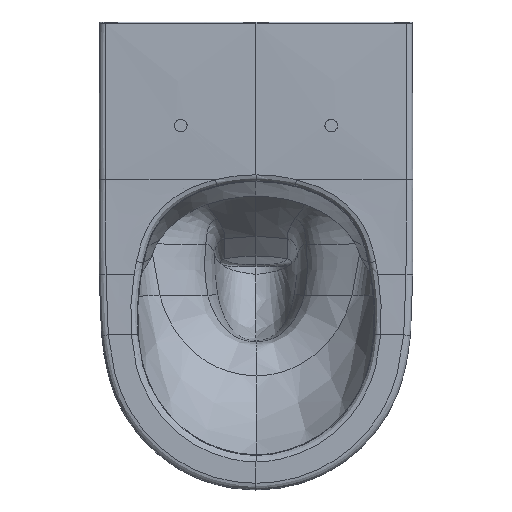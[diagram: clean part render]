
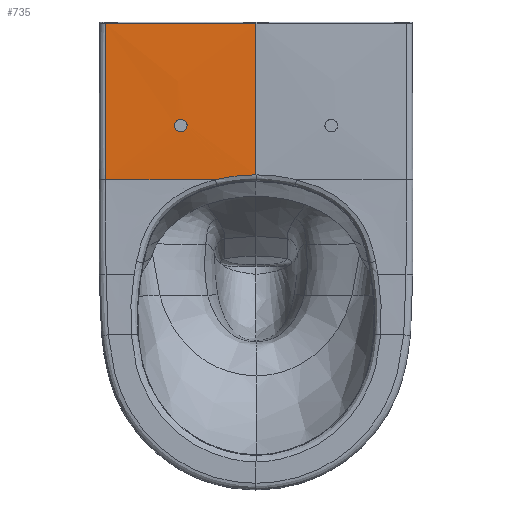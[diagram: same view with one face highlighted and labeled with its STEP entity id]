
A CAD part, top view. The second image highlights one B-rep face of the part: STEP entity #735.
In plain terms, the highlighted free-form (B-spline) face has degree [3, 3] with [5, 9] control points.
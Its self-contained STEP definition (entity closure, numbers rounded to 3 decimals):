
#52=FACE_BOUND('',#1574,.T.);
#53=FACE_BOUND('',#1575,.T.);
#370=(
BOUNDED_CURVE()
B_SPLINE_CURVE(3,(#31584,#31585,#31586,#31587),.UNSPECIFIED.,.F.,.F.)
B_SPLINE_CURVE_WITH_KNOTS((4,4),(0.,1.),.UNSPECIFIED.)
CURVE()
GEOMETRIC_REPRESENTATION_ITEM()
RATIONAL_B_SPLINE_CURVE((1.,1.,1.,1.))
REPRESENTATION_ITEM('')
);
#735=ADVANCED_FACE('',(#52,#53),#932,.T.);
#932=B_SPLINE_SURFACE_WITH_KNOTS('',3,3,((#31612,#31613,#31614,#31615,#31616,
#31617,#31618,#31619,#31620),(#31621,#31622,#31623,#31624,#31625,#31626,
#31627,#31628,#31629),(#31630,#31631,#31632,#31633,#31634,#31635,#31636,
#31637,#31638),(#31639,#31640,#31641,#31642,#31643,#31644,#31645,#31646,
#31647),(#31648,#31649,#31650,#31651,#31652,#31653,#31654,#31655,#31656)),
 .UNSPECIFIED.,.F.,.F.,.F.,(4,1,4),(4,1,1,1,1,1,4),(0.,0.5,1.),(0.,0.125,
0.25,0.375,0.5,0.75,1.),.UNSPECIFIED.);
#1574=EDGE_LOOP('',(#3048,#3049,#3050,#3051,#3052));
#1575=EDGE_LOOP('',(#3053));
#3048=ORIENTED_EDGE('',*,*,#4893,.T.);
#3049=ORIENTED_EDGE('',*,*,#4894,.F.);
#3050=ORIENTED_EDGE('',*,*,#4582,.T.);
#3051=ORIENTED_EDGE('',*,*,#4895,.T.);
#3052=ORIENTED_EDGE('',*,*,#4581,.T.);
#3053=ORIENTED_EDGE('',*,*,#4896,.T.);
#3869=VERTEX_POINT('',#23810);
#3870=VERTEX_POINT('',#23817);
#3871=VERTEX_POINT('',#23840);
#3872=VERTEX_POINT('',#23841);
#4031=VERTEX_POINT('',#31583);
#4032=VERTEX_POINT('',#31611);
#4581=EDGE_CURVE('',#3869,#3870,#5454,.T.);
#4582=EDGE_CURVE('',#3871,#3872,#5455,.T.);
#4893=EDGE_CURVE('',#3870,#4031,#5652,.T.);
#4894=EDGE_CURVE('',#3871,#4031,#370,.T.);
#4895=EDGE_CURVE('',#3872,#3869,#5653,.T.);
#4896=EDGE_CURVE('',#4032,#4032,#5654,.T.);
#5454=B_SPLINE_CURVE_WITH_KNOTS('',3,(#23818,#23819,#23820,#23821),
 .UNSPECIFIED.,.F.,.F.,(4,4),(0.,1.),.UNSPECIFIED.);
#5455=B_SPLINE_CURVE_WITH_KNOTS('',3,(#23834,#23835,#23836,#23837,#23838,
#23839),.UNSPECIFIED.,.F.,.F.,(4,2,4),(0.,0.5,1.),.UNSPECIFIED.);
#5652=B_SPLINE_CURVE_WITH_KNOTS('',3,(#31574,#31575,#31576,#31577,#31578,
#31579,#31580,#31581,#31582),.UNSPECIFIED.,.F.,.F.,(4,1,1,1,1,1,4),(0.,
0.25,0.5,0.625,0.75,0.875,1.),.UNSPECIFIED.);
#5653=B_SPLINE_CURVE_WITH_KNOTS('',3,(#31588,#31589,#31590,#31591,#31592),
 .UNSPECIFIED.,.F.,.F.,(4,1,4),(0.,0.5,1.),.UNSPECIFIED.);
#5654=B_SPLINE_CURVE_WITH_KNOTS('',3,(#31593,#31594,#31595,#31596,#31597,
#31598,#31599,#31600,#31601,#31602,#31603,#31604,#31605,#31606,#31607,#31608,
#31609,#31610),.UNSPECIFIED.,.T.,.F.,(2,2,2,2,2,2,2,2,2,2,2),(-0.125,0.,
0.125,0.25,0.375,0.5,0.625,0.75,0.875,1.,1.125),.UNSPECIFIED.);
#23810=CARTESIAN_POINT('',(-48.592,-188.801,0.355));
#23817=CARTESIAN_POINT('',(0.,-182.933,0.67));
#23818=CARTESIAN_POINT('',(-48.592,-188.801,0.355));
#23819=CARTESIAN_POINT('',(-33.182,-184.893,0.555));
#23820=CARTESIAN_POINT('',(-16.985,-182.937,0.669));
#23821=CARTESIAN_POINT('',(0.,-182.933,0.67));
#23834=CARTESIAN_POINT('',(-179.621,-1.996,0.598));
#23835=CARTESIAN_POINT('',(-179.825,-33.009,0.651));
#23836=CARTESIAN_POINT('',(-179.879,-64.085,0.657));
#23837=CARTESIAN_POINT('',(-179.955,-126.356,0.58));
#23838=CARTESIAN_POINT('',(-179.917,-157.55,0.495));
#23839=CARTESIAN_POINT('',(-179.798,-188.801,0.355));
#23840=CARTESIAN_POINT('',(-179.621,-1.996,0.598));
#23841=CARTESIAN_POINT('',(-179.798,-188.801,0.355));
#31574=CARTESIAN_POINT('',(0.,-188.801,0.355));
#31575=CARTESIAN_POINT('',(0.,-173.085,1.217));
#31576=CARTESIAN_POINT('',(0.,-141.638,2.635));
#31577=CARTESIAN_POINT('',(0.,-102.302,3.643));
#31578=CARTESIAN_POINT('',(0.,-70.826,3.99));
#31579=CARTESIAN_POINT('',(0.,-47.217,4.02));
#31580=CARTESIAN_POINT('',(0.,-23.61,3.822));
#31581=CARTESIAN_POINT('',(0.,-7.873,3.536));
#31582=CARTESIAN_POINT('',(0.,-0.006,3.355));
#31583=CARTESIAN_POINT('',(0.,-1.961,3.399));
#31584=CARTESIAN_POINT('',(-179.621,-1.996,0.598));
#31585=CARTESIAN_POINT('',(-119.767,-1.965,2.466));
#31586=CARTESIAN_POINT('',(-59.883,-1.961,3.399));
#31587=CARTESIAN_POINT('',(0.,-1.961,3.399));
#31588=CARTESIAN_POINT('',(-187.66,-188.801,0.355));
#31589=CARTESIAN_POINT('',(-156.383,-188.801,0.355));
#31590=CARTESIAN_POINT('',(-93.83,-188.801,0.355));
#31591=CARTESIAN_POINT('',(-31.277,-188.801,0.355));
#31592=CARTESIAN_POINT('',(0.,-188.801,0.355));
#31593=CARTESIAN_POINT('',(-82.5,-122.018,2.566));
#31594=CARTESIAN_POINT('',(-82.5,-125.982,2.477));
#31595=CARTESIAN_POINT('',(-83.313,-127.919,2.42));
#31596=CARTESIAN_POINT('',(-86.08,-130.687,2.32));
#31597=CARTESIAN_POINT('',(-88.038,-131.499,2.276));
#31598=CARTESIAN_POINT('',(-91.951,-131.501,2.227));
#31599=CARTESIAN_POINT('',(-93.899,-130.706,2.221));
#31600=CARTESIAN_POINT('',(-96.701,-127.907,2.245));
#31601=CARTESIAN_POINT('',(-97.499,-125.96,2.275));
#31602=CARTESIAN_POINT('',(-97.501,-122.045,2.355));
#31603=CARTESIAN_POINT('',(-96.69,-120.087,2.406));
#31604=CARTESIAN_POINT('',(-93.928,-117.318,2.501));
#31605=CARTESIAN_POINT('',(-91.987,-116.502,2.546));
#31606=CARTESIAN_POINT('',(-88.031,-116.498,2.605));
#31607=CARTESIAN_POINT('',(-86.087,-117.308,2.617));
#31608=CARTESIAN_POINT('',(-83.315,-120.076,2.598));
#31609=CARTESIAN_POINT('',(-82.5,-122.018,2.566));
#31610=CARTESIAN_POINT('',(-82.5,-125.982,2.477));
#31611=CARTESIAN_POINT('',(-82.5,-124.,2.521));
#31612=CARTESIAN_POINT('',(0.,-0.006,3.355));
#31613=CARTESIAN_POINT('',(0.,-7.873,3.536));
#31614=CARTESIAN_POINT('',(0.,-23.61,3.822));
#31615=CARTESIAN_POINT('',(0.,-47.217,4.02));
#31616=CARTESIAN_POINT('',(0.,-70.826,3.99));
#31617=CARTESIAN_POINT('',(0.,-102.302,3.643));
#31618=CARTESIAN_POINT('',(0.,-141.638,2.635));
#31619=CARTESIAN_POINT('',(0.,-173.085,1.217));
#31620=CARTESIAN_POINT('',(0.,-188.801,0.355));
#31621=CARTESIAN_POINT('',(-31.21,-0.006,3.355));
#31622=CARTESIAN_POINT('',(-31.217,-7.872,3.536));
#31623=CARTESIAN_POINT('',(-31.222,-23.607,3.821));
#31624=CARTESIAN_POINT('',(-31.233,-47.214,4.02));
#31625=CARTESIAN_POINT('',(-31.245,-70.824,3.99));
#31626=CARTESIAN_POINT('',(-31.259,-102.303,3.643));
#31627=CARTESIAN_POINT('',(-31.271,-141.642,2.635));
#31628=CARTESIAN_POINT('',(-31.275,-173.088,1.217));
#31629=CARTESIAN_POINT('',(-31.277,-188.801,0.355));
#31630=CARTESIAN_POINT('',(-93.63,-0.005,2.855));
#31631=CARTESIAN_POINT('',(-93.65,-7.87,3.006));
#31632=CARTESIAN_POINT('',(-93.667,-23.602,3.244));
#31633=CARTESIAN_POINT('',(-93.699,-47.208,3.409));
#31634=CARTESIAN_POINT('',(-93.734,-70.818,3.384));
#31635=CARTESIAN_POINT('',(-93.775,-102.298,3.095));
#31636=CARTESIAN_POINT('',(-93.812,-141.64,2.255));
#31637=CARTESIAN_POINT('',(-93.826,-173.088,1.073));
#31638=CARTESIAN_POINT('',(-93.83,-188.801,0.355));
#31639=CARTESIAN_POINT('',(-156.033,-0.003,1.355));
#31640=CARTESIAN_POINT('',(-156.068,-7.868,1.415));
#31641=CARTESIAN_POINT('',(-156.096,-23.601,1.51));
#31642=CARTESIAN_POINT('',(-156.152,-47.203,1.577));
#31643=CARTESIAN_POINT('',(-156.209,-70.807,1.567));
#31644=CARTESIAN_POINT('',(-156.281,-102.28,1.451));
#31645=CARTESIAN_POINT('',(-156.348,-141.617,1.115));
#31646=CARTESIAN_POINT('',(-156.375,-173.076,0.642));
#31647=CARTESIAN_POINT('',(-156.383,-188.801,0.355));
#31648=CARTESIAN_POINT('',(-187.227,-0.001,0.355));
#31649=CARTESIAN_POINT('',(-187.269,-7.868,0.355));
#31650=CARTESIAN_POINT('',(-187.304,-23.601,0.355));
#31651=CARTESIAN_POINT('',(-187.371,-47.201,0.355));
#31652=CARTESIAN_POINT('',(-187.442,-70.801,0.355));
#31653=CARTESIAN_POINT('',(-187.53,-102.267,0.355));
#31654=CARTESIAN_POINT('',(-187.613,-141.601,0.355));
#31655=CARTESIAN_POINT('',(-187.649,-173.067,0.355));
#31656=CARTESIAN_POINT('',(-187.66,-188.801,0.355));
